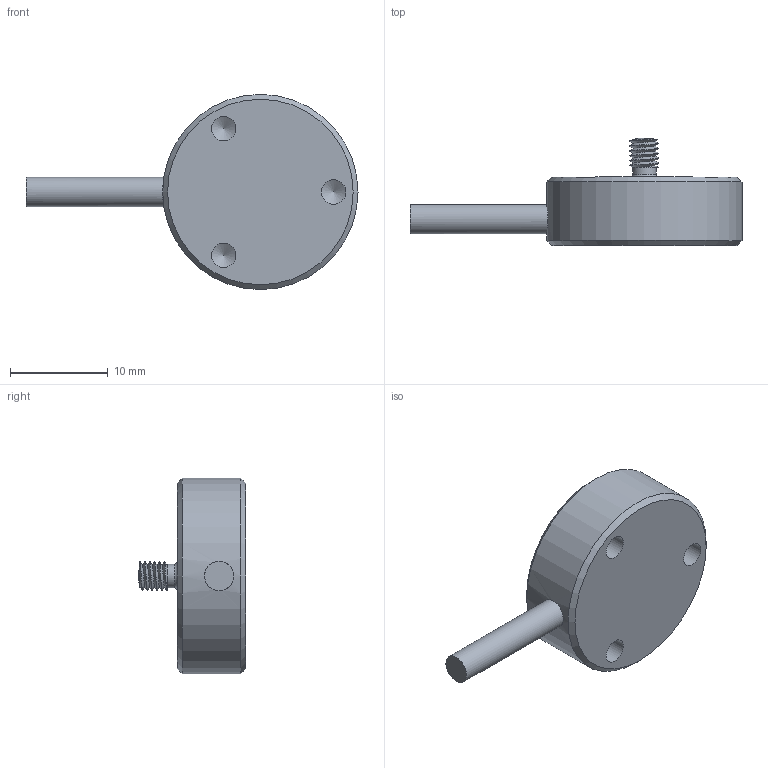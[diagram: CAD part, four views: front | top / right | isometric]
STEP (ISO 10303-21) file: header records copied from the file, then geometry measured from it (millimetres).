
FILE_DESCRIPTION(/* description */ (''),/* implementation_level */ '2;1');
FILE_NAME(/* name */ '247AS-(30-200)kg v1.step',/* time_stamp */ '2020-01-21T14:32:03-08:00',/* author */ (''),/* organization */ (''),/* preprocessor_version */ 'ST-DEVELOPER v18',/* originating_system */ 'Autodesk Translation Framework v8.12.0.6',/* authorisation */ '');
FILE_SCHEMA (('AUTOMOTIVE_DESIGN { 1 0 10303 214 3 1 1 }'));
Length unit declared in the file: millimetre
Products named in the file (1): 247AS-(30-200)kg
Bounding box: 34 x 10.97 x 20 mm (x, y, z)
Volume: 2225.9 mm3; surface area: 1337.6 mm2
Topology: 1 solids, 1 shells, 27 faces, 74 edges, 51 vertices
Faces by surface type: cylinder 13, cone 5, plane 5, bspline 2, torus 1, sphere 1
Full cylindrical faces by diameter (mm): 2.4 x1, 2.5 x3, 3 x6, 20 x1
Entity records: 1882 total; most frequent: CARTESIAN_POINT 1187, ORIENTED_EDGE 142, DIRECTION 133, EDGE_CURVE 71, AXIS2_PLACEMENT_3D 58, VERTEX_POINT 51, EDGE_LOOP 32, CIRCLE 32
